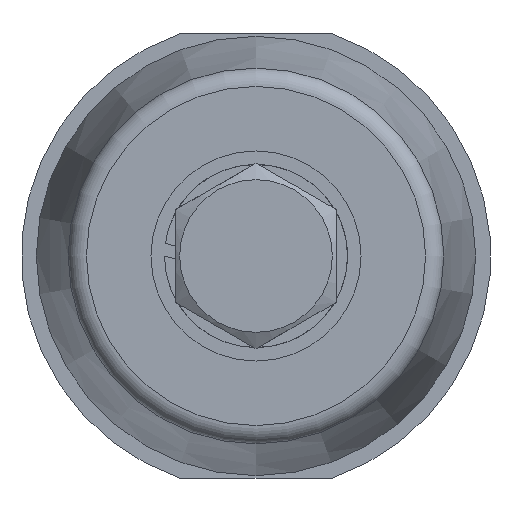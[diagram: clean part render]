
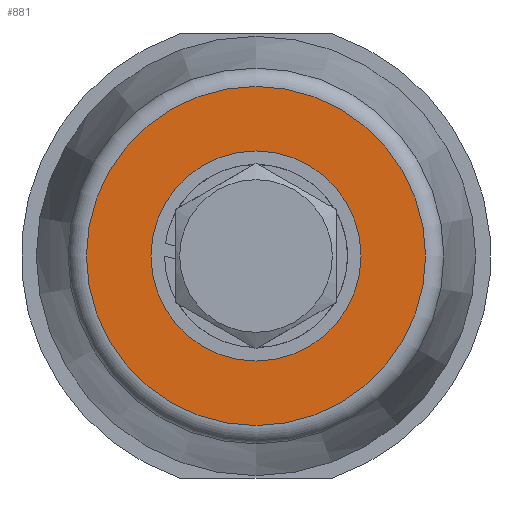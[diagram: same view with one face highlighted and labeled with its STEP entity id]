
A CAD part, front view. The second image highlights one B-rep face of the part: STEP entity #881.
In plain terms, the highlighted planar face has unit normal (0, -1, 0).
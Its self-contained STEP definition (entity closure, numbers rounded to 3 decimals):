
#42 = EDGE_CURVE ( 'NONE', #1160, #1160, #554, .T. ) ;
#63 = DIRECTION ( 'NONE',  ( 0., 0., 1. ) ) ;
#66 = EDGE_LOOP ( 'NONE', ( #1548 ) ) ;
#133 = DIRECTION ( 'NONE',  ( 0., 0., -1. ) ) ;
#374 = CARTESIAN_POINT ( 'NONE',  ( 0., -22.5, 0. ) ) ;
#479 = CARTESIAN_POINT ( 'NONE',  ( 0., -22.5, 0. ) ) ;
#525 = ORIENTED_EDGE ( 'NONE', *, *, #42, .F. ) ;
#554 = CIRCLE ( 'NONE', #981, 4.5 ) ;
#599 = FACE_OUTER_BOUND ( 'NONE', #66, .T. ) ;
#717 = DIRECTION ( 'NONE',  ( 0., 1., 0. ) ) ;
#852 = CARTESIAN_POINT ( 'NONE',  ( 0., -22.5, 13.719 ) ) ;
#881 = ADVANCED_FACE ( 'NONE', ( #599, #1473 ), #2048, .F. ) ;
#981 = AXIS2_PLACEMENT_3D ( 'NONE', #479, #1788, #133 ) ;
#997 = EDGE_CURVE ( 'NONE', #1015, #1015, #2158, .T. ) ;
#1015 = VERTEX_POINT ( 'NONE', #852 ) ;
#1039 = AXIS2_PLACEMENT_3D ( 'NONE', #374, #717, #1888 ) ;
#1072 = DIRECTION ( 'NONE',  ( 0., -1., 0. ) ) ;
#1160 = VERTEX_POINT ( 'NONE', #1174 ) ;
#1174 = CARTESIAN_POINT ( 'NONE',  ( 0., -22.5, -4.5 ) ) ;
#1473 = FACE_BOUND ( 'NONE', #1483, .T. ) ;
#1483 = EDGE_LOOP ( 'NONE', ( #525 ) ) ;
#1548 = ORIENTED_EDGE ( 'NONE', *, *, #997, .T. ) ;
#1599 = AXIS2_PLACEMENT_3D ( 'NONE', #2079, #1072, #63 ) ;
#1788 = DIRECTION ( 'NONE',  ( 0., -1., 0. ) ) ;
#1888 = DIRECTION ( 'NONE',  ( 0., 0., 1. ) ) ;
#2048 = PLANE ( 'NONE',  #1039 ) ;
#2079 = CARTESIAN_POINT ( 'NONE',  ( 0., -22.5, 0. ) ) ;
#2158 = CIRCLE ( 'NONE', #1599, 13.719 ) ;
